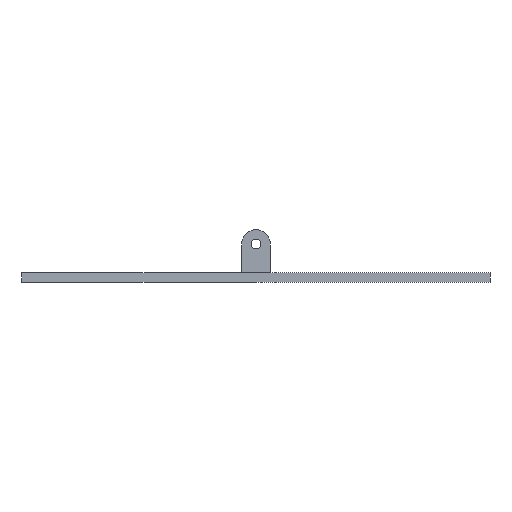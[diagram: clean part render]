
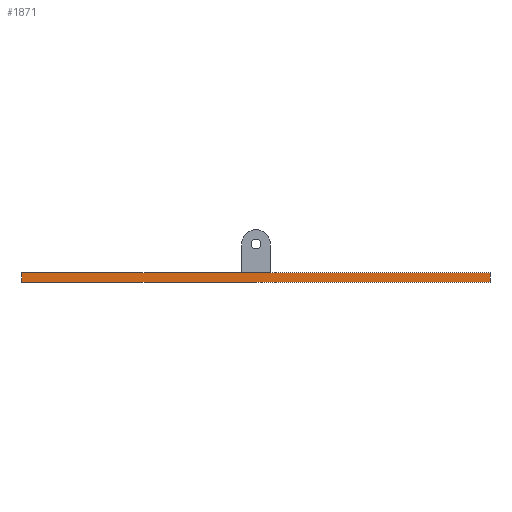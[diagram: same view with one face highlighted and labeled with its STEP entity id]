
A CAD part, front view. The second image highlights one B-rep face of the part: STEP entity #1871.
In plain terms, the highlighted planar face has unit normal (0, -1, 0).
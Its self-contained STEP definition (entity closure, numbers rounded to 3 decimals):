
#1755 = EDGE_CURVE('',#1756,#1758,#1760,.T.);
#1756 = VERTEX_POINT('',#1757);
#1757 = CARTESIAN_POINT('',(-200.249,-129.5,-4.15));
#1758 = VERTEX_POINT('',#1759);
#1759 = CARTESIAN_POINT('',(-200.249,-129.5,4.15));
#1760 = SURFACE_CURVE('',#1761,(#1765,#1777),.PCURVE_S1.);
#1761 = LINE('',#1762,#1763);
#1762 = CARTESIAN_POINT('',(-200.249,-129.5,-4.15));
#1763 = VECTOR('',#1764,1.);
#1764 = DIRECTION('',(0.,0.,1.));
#1765 = PCURVE('',#1766,#1771);
#1766 = PLANE('',#1767);
#1767 = AXIS2_PLACEMENT_3D('',#1768,#1769,#1770);
#1768 = CARTESIAN_POINT('',(-200.249,-129.5,-4.15));
#1769 = DIRECTION('',(1.,0.,0.));
#1770 = DIRECTION('',(0.,0.,1.));
#1771 = DEFINITIONAL_REPRESENTATION('',(#1772),#1776);
#1772 = LINE('',#1773,#1774);
#1773 = CARTESIAN_POINT('',(0.,0.));
#1774 = VECTOR('',#1775,1.);
#1775 = DIRECTION('',(1.,0.));
#1776 = ( GEOMETRIC_REPRESENTATION_CONTEXT(2) 
PARAMETRIC_REPRESENTATION_CONTEXT() REPRESENTATION_CONTEXT('2D SPACE',''
  ) );
#1777 = PCURVE('',#1778,#1783);
#1778 = PLANE('',#1779);
#1779 = AXIS2_PLACEMENT_3D('',#1780,#1781,#1782);
#1780 = CARTESIAN_POINT('',(-200.249,-129.5,-4.15));
#1781 = DIRECTION('',(0.,1.,0.));
#1782 = DIRECTION('',(0.,0.,1.));
#1783 = DEFINITIONAL_REPRESENTATION('',(#1784),#1788);
#1784 = LINE('',#1785,#1786);
#1785 = CARTESIAN_POINT('',(0.,0.));
#1786 = VECTOR('',#1787,1.);
#1787 = DIRECTION('',(1.,0.));
#1788 = ( GEOMETRIC_REPRESENTATION_CONTEXT(2) 
PARAMETRIC_REPRESENTATION_CONTEXT() REPRESENTATION_CONTEXT('2D SPACE',''
  ) );
#1806 = PLANE('',#1807);
#1807 = AXIS2_PLACEMENT_3D('',#1808,#1809,#1810);
#1808 = CARTESIAN_POINT('',(-200.249,-129.5,-4.15));
#1809 = DIRECTION('',(0.,0.,1.));
#1810 = DIRECTION('',(1.,0.,0.));
#1860 = PLANE('',#1861);
#1861 = AXIS2_PLACEMENT_3D('',#1862,#1863,#1864);
#1862 = CARTESIAN_POINT('',(-200.249,-129.5,4.15));
#1863 = DIRECTION('',(0.,0.,1.));
#1864 = DIRECTION('',(1.,0.,0.));
#1871 = ADVANCED_FACE('',(#1872),#1778,.F.);
#1872 = FACE_BOUND('',#1873,.F.);
#1873 = EDGE_LOOP('',(#1874,#1897,#1898,#1921));
#1874 = ORIENTED_EDGE('',*,*,#1875,.F.);
#1875 = EDGE_CURVE('',#1756,#1876,#1878,.T.);
#1876 = VERTEX_POINT('',#1877);
#1877 = CARTESIAN_POINT('',(200.249,-129.5,-4.15));
#1878 = SURFACE_CURVE('',#1879,(#1883,#1890),.PCURVE_S1.);
#1879 = LINE('',#1880,#1881);
#1880 = CARTESIAN_POINT('',(-200.249,-129.5,-4.15));
#1881 = VECTOR('',#1882,1.);
#1882 = DIRECTION('',(1.,0.,0.));
#1883 = PCURVE('',#1778,#1884);
#1884 = DEFINITIONAL_REPRESENTATION('',(#1885),#1889);
#1885 = LINE('',#1886,#1887);
#1886 = CARTESIAN_POINT('',(0.,0.));
#1887 = VECTOR('',#1888,1.);
#1888 = DIRECTION('',(0.,1.));
#1889 = ( GEOMETRIC_REPRESENTATION_CONTEXT(2) 
PARAMETRIC_REPRESENTATION_CONTEXT() REPRESENTATION_CONTEXT('2D SPACE',''
  ) );
#1890 = PCURVE('',#1806,#1891);
#1891 = DEFINITIONAL_REPRESENTATION('',(#1892),#1896);
#1892 = LINE('',#1893,#1894);
#1893 = CARTESIAN_POINT('',(0.,0.));
#1894 = VECTOR('',#1895,1.);
#1895 = DIRECTION('',(1.,0.));
#1896 = ( GEOMETRIC_REPRESENTATION_CONTEXT(2) 
PARAMETRIC_REPRESENTATION_CONTEXT() REPRESENTATION_CONTEXT('2D SPACE',''
  ) );
#1897 = ORIENTED_EDGE('',*,*,#1755,.T.);
#1898 = ORIENTED_EDGE('',*,*,#1899,.T.);
#1899 = EDGE_CURVE('',#1758,#1900,#1902,.T.);
#1900 = VERTEX_POINT('',#1901);
#1901 = CARTESIAN_POINT('',(200.249,-129.5,4.15));
#1902 = SURFACE_CURVE('',#1903,(#1907,#1914),.PCURVE_S1.);
#1903 = LINE('',#1904,#1905);
#1904 = CARTESIAN_POINT('',(-200.249,-129.5,4.15));
#1905 = VECTOR('',#1906,1.);
#1906 = DIRECTION('',(1.,0.,0.));
#1907 = PCURVE('',#1778,#1908);
#1908 = DEFINITIONAL_REPRESENTATION('',(#1909),#1913);
#1909 = LINE('',#1910,#1911);
#1910 = CARTESIAN_POINT('',(8.3,0.));
#1911 = VECTOR('',#1912,1.);
#1912 = DIRECTION('',(0.,1.));
#1913 = ( GEOMETRIC_REPRESENTATION_CONTEXT(2) 
PARAMETRIC_REPRESENTATION_CONTEXT() REPRESENTATION_CONTEXT('2D SPACE',''
  ) );
#1914 = PCURVE('',#1860,#1915);
#1915 = DEFINITIONAL_REPRESENTATION('',(#1916),#1920);
#1916 = LINE('',#1917,#1918);
#1917 = CARTESIAN_POINT('',(0.,0.));
#1918 = VECTOR('',#1919,1.);
#1919 = DIRECTION('',(1.,0.));
#1920 = ( GEOMETRIC_REPRESENTATION_CONTEXT(2) 
PARAMETRIC_REPRESENTATION_CONTEXT() REPRESENTATION_CONTEXT('2D SPACE',''
  ) );
#1921 = ORIENTED_EDGE('',*,*,#1922,.F.);
#1922 = EDGE_CURVE('',#1876,#1900,#1923,.T.);
#1923 = SURFACE_CURVE('',#1924,(#1928,#1935),.PCURVE_S1.);
#1924 = LINE('',#1925,#1926);
#1925 = CARTESIAN_POINT('',(200.249,-129.5,-4.15));
#1926 = VECTOR('',#1927,1.);
#1927 = DIRECTION('',(0.,0.,1.));
#1928 = PCURVE('',#1778,#1929);
#1929 = DEFINITIONAL_REPRESENTATION('',(#1930),#1934);
#1930 = LINE('',#1931,#1932);
#1931 = CARTESIAN_POINT('',(0.,400.498));
#1932 = VECTOR('',#1933,1.);
#1933 = DIRECTION('',(1.,0.));
#1934 = ( GEOMETRIC_REPRESENTATION_CONTEXT(2) 
PARAMETRIC_REPRESENTATION_CONTEXT() REPRESENTATION_CONTEXT('2D SPACE',''
  ) );
#1935 = PCURVE('',#1936,#1941);
#1936 = PLANE('',#1937);
#1937 = AXIS2_PLACEMENT_3D('',#1938,#1939,#1940);
#1938 = CARTESIAN_POINT('',(200.249,-129.5,-4.15));
#1939 = DIRECTION('',(1.,0.,0.));
#1940 = DIRECTION('',(0.,0.,1.));
#1941 = DEFINITIONAL_REPRESENTATION('',(#1942),#1946);
#1942 = LINE('',#1943,#1944);
#1943 = CARTESIAN_POINT('',(0.,0.));
#1944 = VECTOR('',#1945,1.);
#1945 = DIRECTION('',(1.,0.));
#1946 = ( GEOMETRIC_REPRESENTATION_CONTEXT(2) 
PARAMETRIC_REPRESENTATION_CONTEXT() REPRESENTATION_CONTEXT('2D SPACE',''
  ) );
